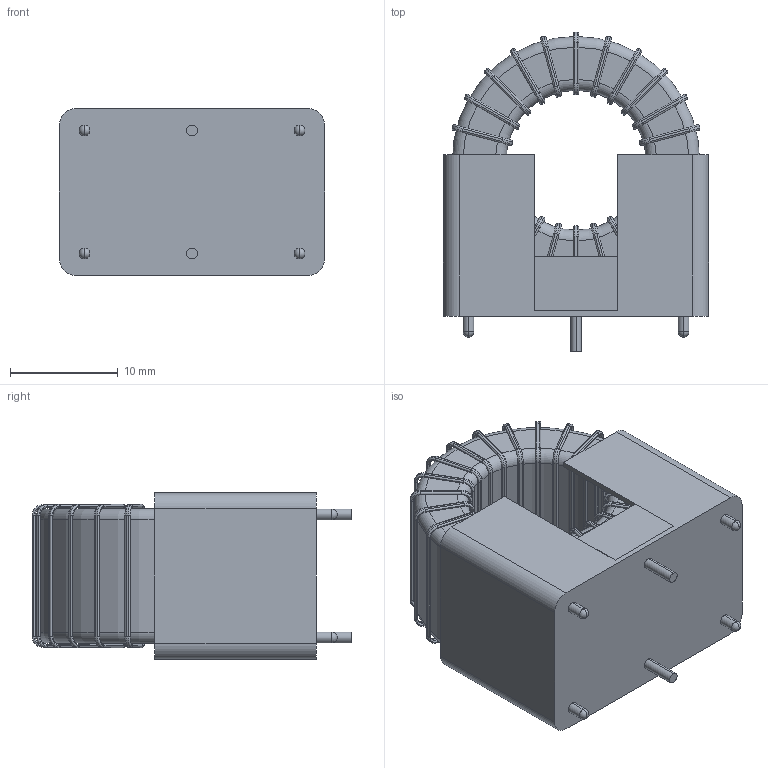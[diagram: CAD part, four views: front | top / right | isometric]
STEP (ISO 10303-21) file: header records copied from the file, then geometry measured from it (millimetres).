
FILE_DESCRIPTION (( 'STEP AP214' ), '1' );
FILE_NAME ('PE-92108KNL.STEP', '2024-02-27T17:21:22', ( '' ), ( '' ), 'SwSTEP 2.0', 'SolidWorks 2021', '' );
FILE_SCHEMA (( 'AUTOMOTIVE_DESIGN' ));
Length unit declared in the file: millimetre
Products named in the file (1): PE-92108KNL
Bounding box: 24.64 x 29.7 x 15.5 mm (x, y, z)
Volume: 4280.2 mm3; surface area: 5846.6 mm2
Topology: 26 solids, 26 shells, 1232 faces, 2536 edges, 1304 vertices
Faces by surface type: cylinder 604, torus 392, plane 228, sphere 8
Entity records: 44981 total; most frequent: DIRECTION 6378, CARTESIAN_POINT 5239, ORIENTED_EDGE 5040, AXIS2_PLACEMENT_3D 2659, EDGE_CURVE 2520, CIRCLE 1426, VERTEX_POINT 1296, EDGE_LOOP 1242
